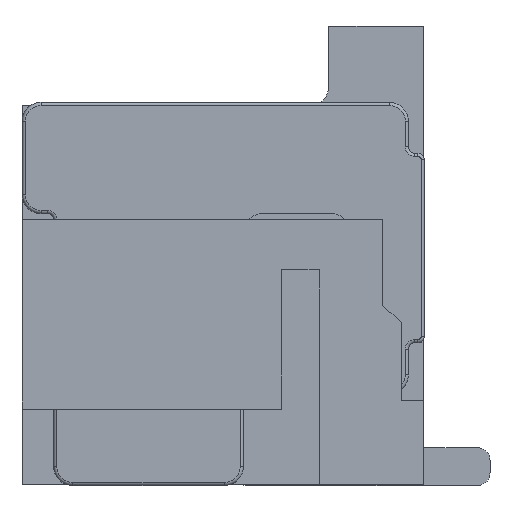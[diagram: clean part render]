
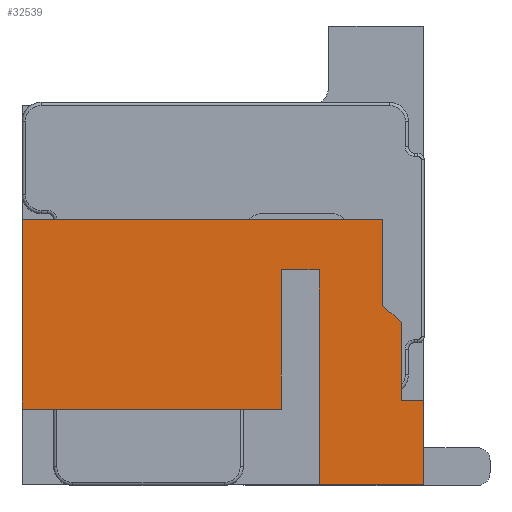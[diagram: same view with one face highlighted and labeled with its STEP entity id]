
A CAD part, left-side view. The second image highlights one B-rep face of the part: STEP entity #32539.
In plain terms, the highlighted planar face has unit normal (-1, 0, 0).
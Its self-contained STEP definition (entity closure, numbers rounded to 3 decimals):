
#120 = DIRECTION ( 'NONE',  ( 0., 1., 0. ) ) ;
#171 = VERTEX_POINT ( 'NONE', #32431 ) ;
#625 = VECTOR ( 'NONE', #28398, 1000. ) ;
#786 = EDGE_CURVE ( 'NONE', #12501, #29720, #15469, .T. ) ;
#974 = EDGE_CURVE ( 'NONE', #21778, #8829, #6801, .T. ) ;
#1097 = ORIENTED_EDGE ( 'NONE', *, *, #21971, .F. ) ;
#2162 = VECTOR ( 'NONE', #15203, 1000. ) ;
#2208 = VERTEX_POINT ( 'NONE', #19296 ) ;
#2211 = CARTESIAN_POINT ( 'NONE',  ( -2.9, 2.26, -0.225 ) ) ;
#2966 = CARTESIAN_POINT ( 'NONE',  ( -2.9, 0.36, -2.286 ) ) ;
#3522 = CARTESIAN_POINT ( 'NONE',  ( -2.9, 1.66, -0.225 ) ) ;
#4282 = LINE ( 'NONE', #28051, #625 ) ;
#4708 = CARTESIAN_POINT ( 'NONE',  ( -2.9, 0.01, -2.286 ) ) ;
#5320 = VECTOR ( 'NONE', #13135, 1000. ) ;
#5417 = ORIENTED_EDGE ( 'NONE', *, *, #30102, .F. ) ;
#6503 = VECTOR ( 'NONE', #20424, 1000. ) ;
#6707 = CARTESIAN_POINT ( 'NONE',  ( -2.9, 6.36, -3.625 ) ) ;
#6801 = LINE ( 'NONE', #2211, #2162 ) ;
#6998 = CARTESIAN_POINT ( 'NONE',  ( -2.9, 6.36, -2.425 ) ) ;
#7177 = CARTESIAN_POINT ( 'NONE',  ( -2.9, 0.01, -3.625 ) ) ;
#7744 = VERTEX_POINT ( 'NONE', #4708 ) ;
#7811 = CARTESIAN_POINT ( 'NONE',  ( -2.9, 1.66, -0.225 ) ) ;
#8054 = AXIS2_PLACEMENT_3D ( 'NONE', #6707, #17385, #9964 ) ;
#8829 = VERTEX_POINT ( 'NONE', #20612 ) ;
#8990 = ORIENTED_EDGE ( 'NONE', *, *, #974, .F. ) ;
#9463 = FACE_OUTER_BOUND ( 'NONE', #21835, .T. ) ;
#9753 = VECTOR ( 'NONE', #30978, 1000. ) ;
#9953 = EDGE_CURVE ( 'NONE', #21089, #7744, #19701, .T. ) ;
#9964 = DIRECTION ( 'NONE',  ( 0., 0., -1. ) ) ;
#9991 = LINE ( 'NONE', #21607, #10043 ) ;
#10043 = VECTOR ( 'NONE', #31183, 1000. ) ;
#10682 = LINE ( 'NONE', #7811, #5320 ) ;
#12501 = VERTEX_POINT ( 'NONE', #22211 ) ;
#12653 = VECTOR ( 'NONE', #22654, 1000. ) ;
#12676 = VERTEX_POINT ( 'NONE', #17599 ) ;
#12696 = LINE ( 'NONE', #16634, #24036 ) ;
#12739 = LINE ( 'NONE', #12890, #14978 ) ;
#12789 = ORIENTED_EDGE ( 'NONE', *, *, #27137, .F. ) ;
#12826 = CARTESIAN_POINT ( 'NONE',  ( -2.9, 0.66, 0.575 ) ) ;
#12890 = CARTESIAN_POINT ( 'NONE',  ( -2.9, 6.36, -2.425 ) ) ;
#13135 = DIRECTION ( 'NONE',  ( 0., 0., 1. ) ) ;
#13694 = EDGE_CURVE ( 'NONE', #8829, #2208, #12696, .T. ) ;
#13696 = ORIENTED_EDGE ( 'NONE', *, *, #786, .T. ) ;
#14388 = CARTESIAN_POINT ( 'NONE',  ( -2.9, 6.36, 0.575 ) ) ;
#14978 = VECTOR ( 'NONE', #120, 1000. ) ;
#15203 = DIRECTION ( 'NONE',  ( 0., 1., 0. ) ) ;
#15469 = LINE ( 'NONE', #24157, #9753 ) ;
#16634 = CARTESIAN_POINT ( 'NONE',  ( -2.9, 2.26, -2.425 ) ) ;
#16808 = CARTESIAN_POINT ( 'NONE',  ( -2.9, 0.01, -3.625 ) ) ;
#17149 = LINE ( 'NONE', #7177, #6503 ) ;
#17326 = VECTOR ( 'NONE', #29878, 1000. ) ;
#17385 = DIRECTION ( 'NONE',  ( 1., 0., 0. ) ) ;
#17599 = CARTESIAN_POINT ( 'NONE',  ( -2.9, 0.66, -0.789 ) ) ;
#18109 = ORIENTED_EDGE ( 'NONE', *, *, #9953, .F. ) ;
#18573 = DIRECTION ( 'NONE',  ( 0., -1., 0. ) ) ;
#19296 = CARTESIAN_POINT ( 'NONE',  ( -2.9, 2.26, -2.425 ) ) ;
#19532 = CARTESIAN_POINT ( 'NONE',  ( -2.9, 0.36, -1.052 ) ) ;
#19701 = LINE ( 'NONE', #27166, #17326 ) ;
#20424 = DIRECTION ( 'NONE',  ( 0., 0., 1. ) ) ;
#20612 = CARTESIAN_POINT ( 'NONE',  ( -2.9, 2.26, -0.225 ) ) ;
#20851 = CARTESIAN_POINT ( 'NONE',  ( -2.9, 0.66, 0.575 ) ) ;
#21089 = VERTEX_POINT ( 'NONE', #2966 ) ;
#21607 = CARTESIAN_POINT ( 'NONE',  ( -2.9, 6.36, -3.625 ) ) ;
#21778 = VERTEX_POINT ( 'NONE', #3522 ) ;
#21835 = EDGE_LOOP ( 'NONE', ( #32566, #18109, #27468, #31879, #22582, #1097, #32166, #12789, #28016, #8990, #5417, #13696 ) ) ;
#21971 = EDGE_CURVE ( 'NONE', #171, #27177, #24829, .T. ) ;
#22135 = EDGE_CURVE ( 'NONE', #12676, #32176, #4282, .T. ) ;
#22211 = CARTESIAN_POINT ( 'NONE',  ( -2.9, 1.66, -3.625 ) ) ;
#22388 = VECTOR ( 'NONE', #27516, 1000. ) ;
#22582 = ORIENTED_EDGE ( 'NONE', *, *, #25191, .F. ) ;
#22654 = DIRECTION ( 'NONE',  ( 0., 0., -1. ) ) ;
#24036 = VECTOR ( 'NONE', #24334, 1000. ) ;
#24157 = CARTESIAN_POINT ( 'NONE',  ( -2.9, 6.36, -3.625 ) ) ;
#24334 = DIRECTION ( 'NONE',  ( 0., 0., -1. ) ) ;
#24829 = LINE ( 'NONE', #14388, #32815 ) ;
#25191 = EDGE_CURVE ( 'NONE', #27177, #12676, #28230, .T. ) ;
#26337 = EDGE_CURVE ( 'NONE', #29039, #171, #9991, .T. ) ;
#26372 = CARTESIAN_POINT ( 'NONE',  ( -2.9, 0.36, -1.052 ) ) ;
#27137 = EDGE_CURVE ( 'NONE', #2208, #29039, #12739, .T. ) ;
#27166 = CARTESIAN_POINT ( 'NONE',  ( -2.9, 0.36, -2.286 ) ) ;
#27177 = VERTEX_POINT ( 'NONE', #20851 ) ;
#27468 = ORIENTED_EDGE ( 'NONE', *, *, #32319, .F. ) ;
#27516 = DIRECTION ( 'NONE',  ( 0., 0., -1. ) ) ;
#27599 = PLANE ( 'NONE',  #8054 ) ;
#28016 = ORIENTED_EDGE ( 'NONE', *, *, #13694, .F. ) ;
#28051 = CARTESIAN_POINT ( 'NONE',  ( -2.9, 0.66, -0.789 ) ) ;
#28230 = LINE ( 'NONE', #12826, #12653 ) ;
#28398 = DIRECTION ( 'NONE',  ( 0., -0.752, -0.659 ) ) ;
#29039 = VERTEX_POINT ( 'NONE', #6998 ) ;
#29720 = VERTEX_POINT ( 'NONE', #16808 ) ;
#29878 = DIRECTION ( 'NONE',  ( 0., -1., 0. ) ) ;
#30102 = EDGE_CURVE ( 'NONE', #12501, #21778, #10682, .T. ) ;
#30978 = DIRECTION ( 'NONE',  ( 0., -1., 0. ) ) ;
#31183 = DIRECTION ( 'NONE',  ( 0., 0., 1. ) ) ;
#31879 = ORIENTED_EDGE ( 'NONE', *, *, #22135, .F. ) ;
#32166 = ORIENTED_EDGE ( 'NONE', *, *, #26337, .F. ) ;
#32176 = VERTEX_POINT ( 'NONE', #26372 ) ;
#32319 = EDGE_CURVE ( 'NONE', #32176, #21089, #32636, .T. ) ;
#32431 = CARTESIAN_POINT ( 'NONE',  ( -2.9, 6.36, 0.575 ) ) ;
#32539 = ADVANCED_FACE ( 'NONE', ( #9463 ), #27599, .F. ) ;
#32566 = ORIENTED_EDGE ( 'NONE', *, *, #33579, .T. ) ;
#32636 = LINE ( 'NONE', #19532, #22388 ) ;
#32815 = VECTOR ( 'NONE', #18573, 1000. ) ;
#33579 = EDGE_CURVE ( 'NONE', #29720, #7744, #17149, .T. ) ;
